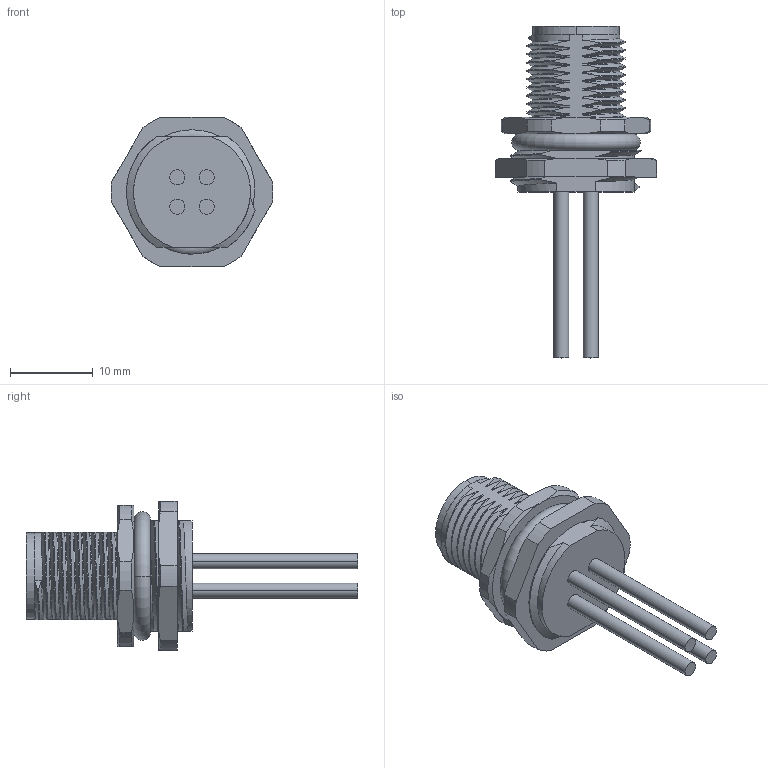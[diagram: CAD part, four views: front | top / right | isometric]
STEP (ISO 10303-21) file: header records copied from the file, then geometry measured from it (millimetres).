
FILE_DESCRIPTION((''),'2;1');
FILE_NAME('3D_1632043014022_M12-M04D-BK-M1','2020-12-28T',('tc.chen'),(''),'PRO/ENGINEER BY PARAMETRIC TECHNOLOGY CORPORATION, 2012480','PRO/ENGINEER BY PARAMETRIC TECHNOLOGY CORPORATION, 2012480','');
FILE_SCHEMA(('AUTOMOTIVE_DESIGN { 1 0 10303 214 1 1 1 1 }'));
Length unit declared in the file: millimetre
Products named in the file (1): 3D_1632043014022_M12-M04D-BK-M1
Bounding box: 19.5 x 40 x 18 mm (x, y, z)
Volume: 2616.1 mm3; surface area: 3688 mm2
Topology: 1 solids, 3 shells, 378 faces, 1109 edges, 736 vertices
Faces by surface type: cylinder 116, plane 90, bspline 62, extrusion 43, cone 41, torus 14, sphere 12
Entity records: 17736 total; most frequent: CARTESIAN_POINT 8346, ORIENTED_EDGE 2194, DIRECTION 1499, EDGE_CURVE 1097, VERTEX_POINT 736, AXIS2_PLACEMENT_3D 517, B_SPLINE_CURVE_WITH_KNOTS 474, VECTOR 465
